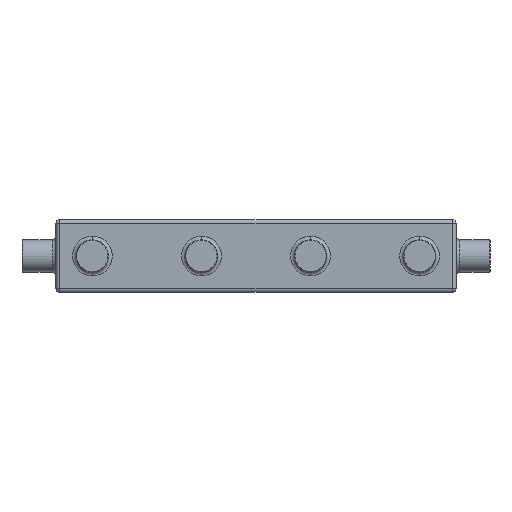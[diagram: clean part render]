
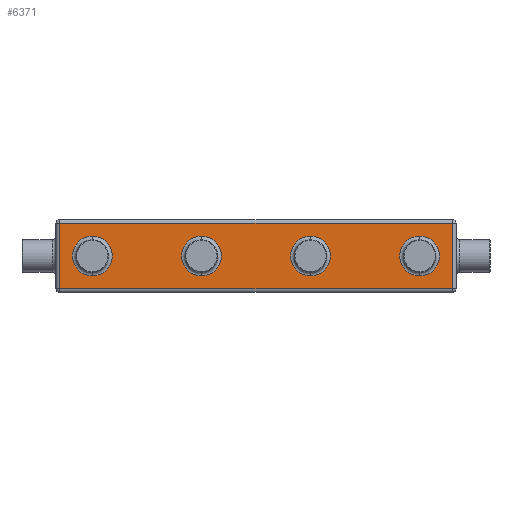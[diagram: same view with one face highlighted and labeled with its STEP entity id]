
A CAD part, front view. The second image highlights one B-rep face of the part: STEP entity #6371.
In plain terms, the highlighted planar face has unit normal (0, -1, 0).
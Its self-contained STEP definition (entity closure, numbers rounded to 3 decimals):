
#7 = VERTEX_POINT ( 'NONE', #7411 ) ;
#59 = EDGE_CURVE ( 'NONE', #11902, #17192, #23117, .T. ) ;
#293 = ORIENTED_EDGE ( 'NONE', *, *, #15677, .T. ) ;
#322 = DIRECTION ( 'NONE',  ( 0., 1., 0. ) ) ;
#372 = ORIENTED_EDGE ( 'NONE', *, *, #14532, .T. ) ;
#808 = EDGE_CURVE ( 'NONE', #17174, #2222, #13326, .T. ) ;
#857 = CARTESIAN_POINT ( 'NONE',  ( 162., -65., -27. ) ) ;
#1256 = DIRECTION ( 'NONE',  ( 0., 1., 0. ) ) ;
#1287 = DIRECTION ( 'NONE',  ( 0., 0., -1. ) ) ;
#1357 = EDGE_LOOP ( 'NONE', ( #7284, #7869 ) ) ;
#1461 = FACE_BOUND ( 'NONE', #14752, .T. ) ;
#1715 = ORIENTED_EDGE ( 'NONE', *, *, #59, .T. ) ;
#1877 = CIRCLE ( 'NONE', #17159, 16.4 ) ;
#2222 = VERTEX_POINT ( 'NONE', #9000 ) ;
#2616 = FACE_BOUND ( 'NONE', #20643, .T. ) ;
#3174 = CARTESIAN_POINT ( 'NONE',  ( -45., -65., 0. ) ) ;
#3316 = EDGE_CURVE ( 'NONE', #12837, #8124, #1877, .T. ) ;
#3384 = VERTEX_POINT ( 'NONE', #22560 ) ;
#3403 = CARTESIAN_POINT ( 'NONE',  ( 45., -65., -16.4 ) ) ;
#3418 = FACE_BOUND ( 'NONE', #12692, .T. ) ;
#3626 = AXIS2_PLACEMENT_3D ( 'NONE', #6499, #1256, #10085 ) ;
#3939 = DIRECTION ( 'NONE',  ( 0., 0., -1. ) ) ;
#4118 = AXIS2_PLACEMENT_3D ( 'NONE', #7592, #322, #3939 ) ;
#4714 = EDGE_CURVE ( 'NONE', #17192, #17174, #7965, .T. ) ;
#5067 = CARTESIAN_POINT ( 'NONE',  ( 162., -65., -30. ) ) ;
#5361 = CARTESIAN_POINT ( 'NONE',  ( 135., -65., 0. ) ) ;
#5609 = EDGE_CURVE ( 'NONE', #19159, #18531, #9897, .T. ) ;
#5662 = EDGE_CURVE ( 'NONE', #2222, #11902, #14366, .T. ) ;
#6371 = ADVANCED_FACE ( 'NONE', ( #2616, #1461, #13778, #3418, #19925 ), #19308, .T. ) ;
#6499 = CARTESIAN_POINT ( 'NONE',  ( 135., -65., 0. ) ) ;
#6969 = AXIS2_PLACEMENT_3D ( 'NONE', #3174, #8488, #17574 ) ;
#7272 = CARTESIAN_POINT ( 'NONE',  ( -162., -65., 27. ) ) ;
#7284 = ORIENTED_EDGE ( 'NONE', *, *, #5609, .T. ) ;
#7339 = CARTESIAN_POINT ( 'NONE',  ( -45., -65., -16.4 ) ) ;
#7411 = CARTESIAN_POINT ( 'NONE',  ( -135., -65., -16.4 ) ) ;
#7518 = DIRECTION ( 'NONE',  ( 0., 1., 0. ) ) ;
#7592 = CARTESIAN_POINT ( 'NONE',  ( -135., -65., 0. ) ) ;
#7869 = ORIENTED_EDGE ( 'NONE', *, *, #14848, .T. ) ;
#7965 = LINE ( 'NONE', #20316, #12428 ) ;
#8124 = VERTEX_POINT ( 'NONE', #7339 ) ;
#8368 = CIRCLE ( 'NONE', #6969, 16.4 ) ;
#8488 = DIRECTION ( 'NONE',  ( 0., 1., 0. ) ) ;
#8492 = CARTESIAN_POINT ( 'NONE',  ( 135., -65., 16.4 ) ) ;
#8613 = CARTESIAN_POINT ( 'NONE',  ( -135., -65., 16.4 ) ) ;
#8948 = ORIENTED_EDGE ( 'NONE', *, *, #15715, .T. ) ;
#9000 = CARTESIAN_POINT ( 'NONE',  ( 162., -65., 27. ) ) ;
#9296 = ORIENTED_EDGE ( 'NONE', *, *, #3316, .T. ) ;
#9339 = DIRECTION ( 'NONE',  ( 0., 0., -1. ) ) ;
#9715 = DIRECTION ( 'NONE',  ( 0., 0., -1. ) ) ;
#9827 = ORIENTED_EDGE ( 'NONE', *, *, #808, .T. ) ;
#9897 = CIRCLE ( 'NONE', #12829, 16.4 ) ;
#10085 = DIRECTION ( 'NONE',  ( 0., 0., -1. ) ) ;
#10758 = DIRECTION ( 'NONE',  ( 0., 1., 0. ) ) ;
#11121 = AXIS2_PLACEMENT_3D ( 'NONE', #5361, #10758, #14101 ) ;
#11132 = ORIENTED_EDGE ( 'NONE', *, *, #4714, .T. ) ;
#11179 = CIRCLE ( 'NONE', #17803, 16.4 ) ;
#11393 = EDGE_CURVE ( 'NONE', #3384, #18072, #12648, .T. ) ;
#11504 = CIRCLE ( 'NONE', #4118, 16.4 ) ;
#11513 = CARTESIAN_POINT ( 'NONE',  ( -45., -65., 0. ) ) ;
#11879 = DIRECTION ( 'NONE',  ( 0., 0., -1. ) ) ;
#11902 = VERTEX_POINT ( 'NONE', #7272 ) ;
#11955 = VECTOR ( 'NONE', #16642, 1000. ) ;
#12160 = EDGE_CURVE ( 'NONE', #18072, #3384, #16909, .T. ) ;
#12428 = VECTOR ( 'NONE', #16724, 1000. ) ;
#12648 = CIRCLE ( 'NONE', #11121, 16.4 ) ;
#12692 = EDGE_LOOP ( 'NONE', ( #20234, #22042 ) ) ;
#12829 = AXIS2_PLACEMENT_3D ( 'NONE', #18293, #7518, #9339 ) ;
#12837 = VERTEX_POINT ( 'NONE', #20010 ) ;
#13239 = DIRECTION ( 'NONE',  ( 0., 0., -1. ) ) ;
#13243 = CARTESIAN_POINT ( 'NONE',  ( 45., -65., 0. ) ) ;
#13314 = DIRECTION ( 'NONE',  ( 0., 1., 0. ) ) ;
#13326 = LINE ( 'NONE', #5067, #16122 ) ;
#13755 = DIRECTION ( 'NONE',  ( 0., 0., 1. ) ) ;
#13778 = FACE_BOUND ( 'NONE', #1357, .T. ) ;
#13802 = CARTESIAN_POINT ( 'NONE',  ( -135., -65., 0. ) ) ;
#14101 = DIRECTION ( 'NONE',  ( 0., 0., -1. ) ) ;
#14305 = ORIENTED_EDGE ( 'NONE', *, *, #5662, .T. ) ;
#14366 = LINE ( 'NONE', #21882, #14939 ) ;
#14532 = EDGE_CURVE ( 'NONE', #19363, #7, #11504, .T. ) ;
#14752 = EDGE_LOOP ( 'NONE', ( #293, #9296 ) ) ;
#14848 = EDGE_CURVE ( 'NONE', #18531, #19159, #22912, .T. ) ;
#14877 = CARTESIAN_POINT ( 'NONE',  ( 45., -65., 16.4 ) ) ;
#14939 = VECTOR ( 'NONE', #21967, 1000. ) ;
#15100 = DIRECTION ( 'NONE',  ( 0., 1., 0. ) ) ;
#15537 = DIRECTION ( 'NONE',  ( 0., -1., 0. ) ) ;
#15585 = DIRECTION ( 'NONE',  ( 0., 1., 0. ) ) ;
#15677 = EDGE_CURVE ( 'NONE', #8124, #12837, #8368, .T. ) ;
#15715 = EDGE_CURVE ( 'NONE', #7, #19363, #11179, .T. ) ;
#16122 = VECTOR ( 'NONE', #13755, 1000. ) ;
#16642 = DIRECTION ( 'NONE',  ( 0., 0., -1. ) ) ;
#16724 = DIRECTION ( 'NONE',  ( 1., 0., 0. ) ) ;
#16909 = CIRCLE ( 'NONE', #3626, 16.4 ) ;
#17159 = AXIS2_PLACEMENT_3D ( 'NONE', #11513, #13314, #13239 ) ;
#17174 = VERTEX_POINT ( 'NONE', #857 ) ;
#17192 = VERTEX_POINT ( 'NONE', #20329 ) ;
#17574 = DIRECTION ( 'NONE',  ( 0., 0., -1. ) ) ;
#17803 = AXIS2_PLACEMENT_3D ( 'NONE', #13802, #15585, #1287 ) ;
#18072 = VERTEX_POINT ( 'NONE', #8492 ) ;
#18293 = CARTESIAN_POINT ( 'NONE',  ( 45., -65., 0. ) ) ;
#18531 = VERTEX_POINT ( 'NONE', #14877 ) ;
#19159 = VERTEX_POINT ( 'NONE', #3403 ) ;
#19308 = PLANE ( 'NONE',  #21505 ) ;
#19363 = VERTEX_POINT ( 'NONE', #8613 ) ;
#19925 = FACE_OUTER_BOUND ( 'NONE', #22085, .T. ) ;
#20010 = CARTESIAN_POINT ( 'NONE',  ( -45., -65., 16.4 ) ) ;
#20234 = ORIENTED_EDGE ( 'NONE', *, *, #11393, .T. ) ;
#20316 = CARTESIAN_POINT ( 'NONE',  ( -165., -65., -27. ) ) ;
#20329 = CARTESIAN_POINT ( 'NONE',  ( -162., -65., -27. ) ) ;
#20643 = EDGE_LOOP ( 'NONE', ( #8948, #372 ) ) ;
#21475 = AXIS2_PLACEMENT_3D ( 'NONE', #13243, #15100, #9715 ) ;
#21505 = AXIS2_PLACEMENT_3D ( 'NONE', #22835, #15537, #11879 ) ;
#21882 = CARTESIAN_POINT ( 'NONE',  ( -165., -65., 27. ) ) ;
#21967 = DIRECTION ( 'NONE',  ( -1., 0., 0. ) ) ;
#22042 = ORIENTED_EDGE ( 'NONE', *, *, #12160, .T. ) ;
#22085 = EDGE_LOOP ( 'NONE', ( #1715, #11132, #9827, #14305 ) ) ;
#22158 = CARTESIAN_POINT ( 'NONE',  ( -162., -65., -30. ) ) ;
#22560 = CARTESIAN_POINT ( 'NONE',  ( 135., -65., -16.4 ) ) ;
#22835 = CARTESIAN_POINT ( 'NONE',  ( -165., -65., -30. ) ) ;
#22912 = CIRCLE ( 'NONE', #21475, 16.4 ) ;
#23117 = LINE ( 'NONE', #22158, #11955 ) ;
